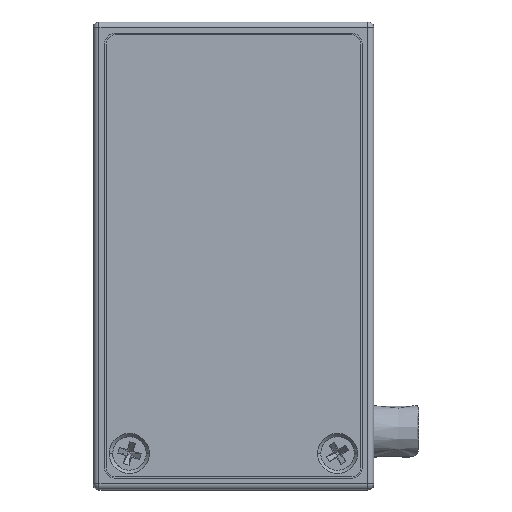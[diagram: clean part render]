
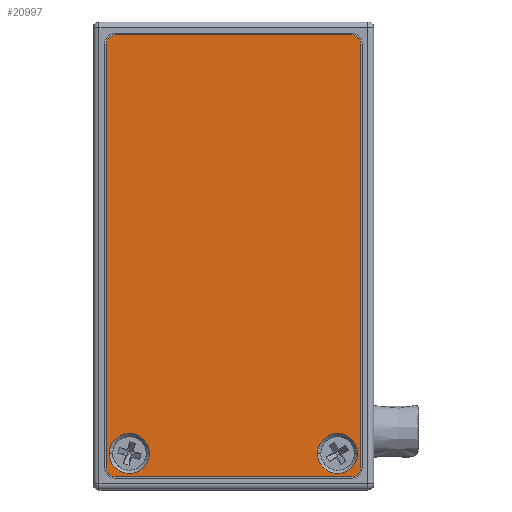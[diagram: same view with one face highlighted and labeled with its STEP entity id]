
A CAD part, top view. The second image highlights one B-rep face of the part: STEP entity #20997.
In plain terms, the highlighted planar face has unit normal (0, 0, 1).
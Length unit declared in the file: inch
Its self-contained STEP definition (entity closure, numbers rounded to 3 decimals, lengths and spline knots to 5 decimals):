
#20192 = VERTEX_POINT ( 'NONE', #32656 ) ;
#20194 = EDGE_CURVE ( 'NONE', #20192, #20195, #32655, .T. ) ;
#20195 = VERTEX_POINT ( 'NONE', #32650 ) ;
#20205 = VERTEX_POINT ( 'NONE', #32720 ) ;
#20207 = EDGE_CURVE ( 'NONE', #20208, #20205, #32719, .T. ) ;
#20208 = VERTEX_POINT ( 'NONE', #32715 ) ;
#20219 = VERTEX_POINT ( 'NONE', #32733 ) ;
#20221 = VERTEX_POINT ( 'NONE', #32728 ) ;
#20223 = EDGE_CURVE ( 'NONE', #20221, #20224, #32727, .T. ) ;
#20224 = VERTEX_POINT ( 'NONE', #32722 ) ;
#20435 = EDGE_CURVE ( 'NONE', #20436, #20437, #33493, .T. ) ;
#20436 = VERTEX_POINT ( 'NONE', #33489 ) ;
#20437 = VERTEX_POINT ( 'NONE', #33488 ) ;
#20447 = EDGE_CURVE ( 'NONE', #20448, #20219, #33517, .T. ) ;
#20448 = VERTEX_POINT ( 'NONE', #33513 ) ;
#20557 = EDGE_CURVE ( 'NONE', #20558, #20559, #33949, .T. ) ;
#20558 = VERTEX_POINT ( 'NONE', #34001 ) ;
#20559 = VERTEX_POINT ( 'NONE', #34000 ) ;
#20983 = ORIENTED_EDGE ( 'NONE', *, *, #20207, .T. ) ;
#20984 = ORIENTED_EDGE ( 'NONE', *, *, #20985, .T. ) ;
#20985 = EDGE_CURVE ( 'NONE', #20205, #20558, #35868, .T. ) ;
#20986 = ORIENTED_EDGE ( 'NONE', *, *, #20557, .T. ) ;
#20987 = ORIENTED_EDGE ( 'NONE', *, *, #21072, .T. ) ;
#20997 = ADVANCED_FACE ( 'NONE', ( #35854, #35848, #35847 ), #35884, .F. ) ;
#20998 = EDGE_LOOP ( 'NONE', ( #20999, #21001 ) ) ;
#20999 = ORIENTED_EDGE ( 'NONE', *, *, #21000, .F. ) ;
#21000 = EDGE_CURVE ( 'NONE', #20195, #20192, #35879, .T. ) ;
#21001 = ORIENTED_EDGE ( 'NONE', *, *, #20194, .F. ) ;
#21002 = EDGE_LOOP ( 'NONE', ( #21003, #21005 ) ) ;
#21003 = ORIENTED_EDGE ( 'NONE', *, *, #21004, .F. ) ;
#21004 = EDGE_CURVE ( 'NONE', #20224, #20221, #35924, .T. ) ;
#21005 = ORIENTED_EDGE ( 'NONE', *, *, #20223, .F. ) ;
#21006 = EDGE_LOOP ( 'NONE', ( #20983, #20984, #20986, #20987, #21073, #21074, #21076, #21077 ) ) ;
#21072 = EDGE_CURVE ( 'NONE', #20559, #20436, #36168, .T. ) ;
#21073 = ORIENTED_EDGE ( 'NONE', *, *, #20435, .T. ) ;
#21074 = ORIENTED_EDGE ( 'NONE', *, *, #21075, .T. ) ;
#21075 = EDGE_CURVE ( 'NONE', #20437, #20448, #36164, .T. ) ;
#21076 = ORIENTED_EDGE ( 'NONE', *, *, #20447, .T. ) ;
#21077 = ORIENTED_EDGE ( 'NONE', *, *, #21078, .T. ) ;
#21078 = EDGE_CURVE ( 'NONE', #20219, #20208, #36158, .T. ) ;
#32650 = CARTESIAN_POINT ( 'NONE',  ( -0.83935, -0.77951, 0. ) ) ;
#32651 = DIRECTION ( 'NONE',  ( 1., 0., 0. ) ) ;
#32652 = DIRECTION ( 'NONE',  ( 0., 0., 1. ) ) ;
#32653 = CARTESIAN_POINT ( 'NONE',  ( -0.92535, -0.77951, 0. ) ) ;
#32654 = AXIS2_PLACEMENT_3D ( 'NONE', #32653, #32652, #32651 ) ;
#32655 = CIRCLE ( 'NONE', #32654, 0.086 ) ;
#32656 = CARTESIAN_POINT ( 'NONE',  ( -1.01135, -0.77951, 0. ) ) ;
#32715 = CARTESIAN_POINT ( 'NONE',  ( -1.02535, 0.97049, 0. ) ) ;
#32716 = DIRECTION ( 'NONE',  ( 0., -1., 0. ) ) ;
#32717 = VECTOR ( 'NONE', #32716, 39.37008 ) ;
#32718 = CARTESIAN_POINT ( 'NONE',  ( -1.02535, -0.87951, 0. ) ) ;
#32719 = LINE ( 'NONE', #32718, #32717 ) ;
#32720 = CARTESIAN_POINT ( 'NONE',  ( -1.02535, -0.83951, 0. ) ) ;
#32722 = CARTESIAN_POINT ( 'NONE',  ( 0.05065, -0.77951, 0. ) ) ;
#32723 = DIRECTION ( 'NONE',  ( 1., 0., 0. ) ) ;
#32724 = DIRECTION ( 'NONE',  ( 0., 0., 1. ) ) ;
#32725 = CARTESIAN_POINT ( 'NONE',  ( -0.03535, -0.77951, 0. ) ) ;
#32726 = AXIS2_PLACEMENT_3D ( 'NONE', #32725, #32724, #32723 ) ;
#32727 = CIRCLE ( 'NONE', #32726, 0.086 ) ;
#32728 = CARTESIAN_POINT ( 'NONE',  ( -0.12135, -0.77951, 0. ) ) ;
#32733 = CARTESIAN_POINT ( 'NONE',  ( -0.98535, 1.01049, 0. ) ) ;
#33488 = CARTESIAN_POINT ( 'NONE',  ( 0.06465, 0.97049, 0. ) ) ;
#33489 = CARTESIAN_POINT ( 'NONE',  ( 0.06465, -0.83951, 0. ) ) ;
#33490 = DIRECTION ( 'NONE',  ( 0., 1., 0. ) ) ;
#33491 = VECTOR ( 'NONE', #33490, 39.37008 ) ;
#33492 = CARTESIAN_POINT ( 'NONE',  ( 0.06465, 1.01049, 0. ) ) ;
#33493 = LINE ( 'NONE', #33492, #33491 ) ;
#33513 = CARTESIAN_POINT ( 'NONE',  ( 0.02465, 1.01049, 0. ) ) ;
#33514 = DIRECTION ( 'NONE',  ( -1., 0., 0. ) ) ;
#33515 = VECTOR ( 'NONE', #33514, 39.37008 ) ;
#33516 = CARTESIAN_POINT ( 'NONE',  ( -1.02535, 1.01049, 0. ) ) ;
#33517 = LINE ( 'NONE', #33516, #33515 ) ;
#33949 = LINE ( 'NONE', #34004, #34003 ) ;
#34000 = CARTESIAN_POINT ( 'NONE',  ( 0.02465, -0.87951, 0. ) ) ;
#34001 = CARTESIAN_POINT ( 'NONE',  ( -0.98535, -0.87951, 0. ) ) ;
#34002 = DIRECTION ( 'NONE',  ( 1., 0., 0. ) ) ;
#34003 = VECTOR ( 'NONE', #34002, 39.37008 ) ;
#34004 = CARTESIAN_POINT ( 'NONE',  ( 0.06465, -0.87951, 0. ) ) ;
#35847 = FACE_OUTER_BOUND ( 'NONE', #21006, .T. ) ;
#35848 = FACE_BOUND ( 'NONE', #21002, .T. ) ;
#35854 = FACE_BOUND ( 'NONE', #20998, .T. ) ;
#35865 = DIRECTION ( 'NONE',  ( -1., 0., 0. ) ) ;
#35866 = DIRECTION ( 'NONE',  ( 0., 0., 1. ) ) ;
#35867 = AXIS2_PLACEMENT_3D ( 'NONE', #35873, #35866, #35865 ) ;
#35868 = CIRCLE ( 'NONE', #35867, 0.04 ) ;
#35873 = CARTESIAN_POINT ( 'NONE',  ( -0.98535, -0.83951, 0. ) ) ;
#35876 = DIRECTION ( 'NONE',  ( 0., 0., 1. ) ) ;
#35877 = CARTESIAN_POINT ( 'NONE',  ( -0.92535, -0.77951, 0. ) ) ;
#35878 = AXIS2_PLACEMENT_3D ( 'NONE', #35877, #35876, #35926 ) ;
#35879 = CIRCLE ( 'NONE', #35878, 0.086 ) ;
#35880 = DIRECTION ( 'NONE',  ( -1., 0., 0. ) ) ;
#35881 = DIRECTION ( 'NONE',  ( 0., 0., -1. ) ) ;
#35882 = CARTESIAN_POINT ( 'NONE',  ( -1.02535, 1.01049, 0. ) ) ;
#35883 = AXIS2_PLACEMENT_3D ( 'NONE', #35882, #35881, #35880 ) ;
#35884 = PLANE ( 'NONE',  #35883 ) ;
#35920 = DIRECTION ( 'NONE',  ( 1., 0., 0. ) ) ;
#35921 = DIRECTION ( 'NONE',  ( 0., 0., 1. ) ) ;
#35922 = CARTESIAN_POINT ( 'NONE',  ( -0.03535, -0.77951, 0. ) ) ;
#35923 = AXIS2_PLACEMENT_3D ( 'NONE', #35922, #35921, #35920 ) ;
#35924 = CIRCLE ( 'NONE', #35923, 0.086 ) ;
#35926 = DIRECTION ( 'NONE',  ( 1., 0., 0. ) ) ;
#36154 = DIRECTION ( 'NONE',  ( -1., 0., 0. ) ) ;
#36155 = DIRECTION ( 'NONE',  ( 0., 0., 1. ) ) ;
#36156 = CARTESIAN_POINT ( 'NONE',  ( -0.98535, 0.97049, 0. ) ) ;
#36157 = AXIS2_PLACEMENT_3D ( 'NONE', #36156, #36155, #36154 ) ;
#36158 = CIRCLE ( 'NONE', #36157, 0.04 ) ;
#36160 = DIRECTION ( 'NONE',  ( -1., 0., 0. ) ) ;
#36161 = DIRECTION ( 'NONE',  ( 0., 0., 1. ) ) ;
#36162 = CARTESIAN_POINT ( 'NONE',  ( 0.02465, 0.97049, 0. ) ) ;
#36163 = AXIS2_PLACEMENT_3D ( 'NONE', #36162, #36161, #36160 ) ;
#36164 = CIRCLE ( 'NONE', #36163, 0.04 ) ;
#36165 = DIRECTION ( 'NONE',  ( -1., 0., 0. ) ) ;
#36166 = DIRECTION ( 'NONE',  ( 0., 0., 1. ) ) ;
#36167 = AXIS2_PLACEMENT_3D ( 'NONE', #36173, #36166, #36165 ) ;
#36168 = CIRCLE ( 'NONE', #36167, 0.04 ) ;
#36173 = CARTESIAN_POINT ( 'NONE',  ( 0.02465, -0.83951, 0. ) ) ;
